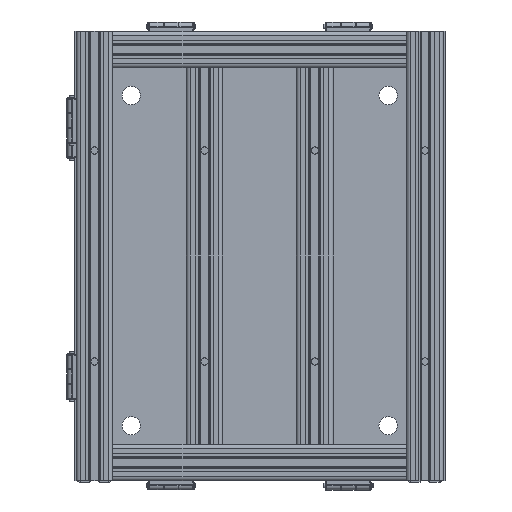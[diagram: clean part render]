
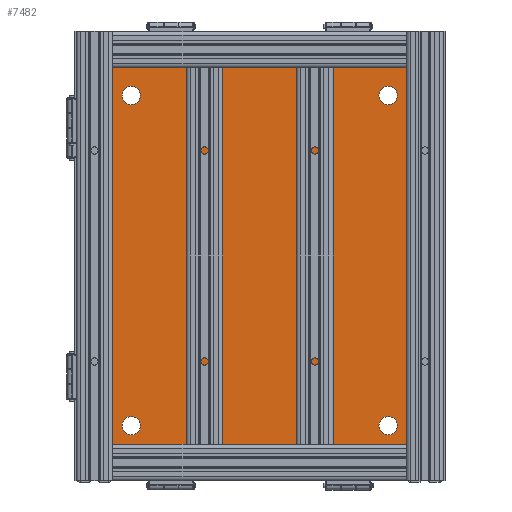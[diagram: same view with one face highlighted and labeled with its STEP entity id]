
A CAD part, front view. The second image highlights one B-rep face of the part: STEP entity #7482.
In plain terms, the highlighted planar face has unit normal (0, -1, 0).
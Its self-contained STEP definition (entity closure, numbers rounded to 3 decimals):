
#276 = CARTESIAN_POINT ( 'NONE',  ( 20., 0., -400. ) ) ;
#331 = CARTESIAN_POINT ( 'NONE',  ( 20., 0., -30. ) ) ;
#943 = VERTEX_POINT ( 'NONE', #276 ) ;
#1172 = VECTOR ( 'NONE', #7358, 1000. ) ;
#1310 = DIRECTION ( 'NONE',  ( 0., 0., 1. ) ) ;
#1780 = PLANE ( 'NONE',  #18194 ) ;
#1923 = ORIENTED_EDGE ( 'NONE', *, *, #23136, .T. ) ;
#2069 = VERTEX_POINT ( 'NONE', #3003 ) ;
#2125 = ORIENTED_EDGE ( 'NONE', *, *, #33754, .T. ) ;
#2209 = DIRECTION ( 'NONE',  ( 0., 0., -1. ) ) ;
#2425 = ORIENTED_EDGE ( 'NONE', *, *, #19736, .F. ) ;
#2513 = CARTESIAN_POINT ( 'NONE',  ( 300., 0., -400. ) ) ;
#2781 = CARTESIAN_POINT ( 'NONE',  ( 300., 0., -390. ) ) ;
#3003 = CARTESIAN_POINT ( 'NONE',  ( 20., 0., -40. ) ) ;
#3696 = DIRECTION ( 'NONE',  ( 0., 1., 0. ) ) ;
#3719 = DIRECTION ( 'NONE',  ( 0., 0., 1. ) ) ;
#4218 = EDGE_CURVE ( 'NONE', #18432, #21818, #39070, .T. ) ;
#4234 = CIRCLE ( 'NONE', #5445, 10. ) ;
#4316 = CIRCLE ( 'NONE', #7919, 10. ) ;
#4431 = CARTESIAN_POINT ( 'NONE',  ( 320., 0., 0. ) ) ;
#4873 = EDGE_CURVE ( 'NONE', #7138, #2069, #6632, .T. ) ;
#5097 = EDGE_LOOP ( 'NONE', ( #1923, #6460 ) ) ;
#5445 = AXIS2_PLACEMENT_3D ( 'NONE', #28782, #35152, #28365 ) ;
#6460 = ORIENTED_EDGE ( 'NONE', *, *, #7890, .T. ) ;
#6570 = FACE_BOUND ( 'NONE', #6897, .T. ) ;
#6632 = CIRCLE ( 'NONE', #8866, 10. ) ;
#6897 = EDGE_LOOP ( 'NONE', ( #27370, #39225 ) ) ;
#7138 = VERTEX_POINT ( 'NONE', #38672 ) ;
#7358 = DIRECTION ( 'NONE',  ( -1., 0., 0. ) ) ;
#7397 = DIRECTION ( 'NONE',  ( 1., 0., 0. ) ) ;
#7482 = ADVANCED_FACE ( 'NONE', ( #39499, #31901, #6570, #15701, #30892 ), #1780, .T. ) ;
#7615 = EDGE_CURVE ( 'NONE', #31912, #41036, #21769, .T. ) ;
#7865 = ORIENTED_EDGE ( 'NONE', *, *, #28643, .F. ) ;
#7890 = EDGE_CURVE ( 'NONE', #943, #35738, #30847, .T. ) ;
#7919 = AXIS2_PLACEMENT_3D ( 'NONE', #22364, #15836, #25297 ) ;
#8853 = CIRCLE ( 'NONE', #33187, 10. ) ;
#8866 = AXIS2_PLACEMENT_3D ( 'NONE', #331, #3696, #29572 ) ;
#9539 = DIRECTION ( 'NONE',  ( 0., 0., 1. ) ) ;
#10279 = VERTEX_POINT ( 'NONE', #30786 ) ;
#10427 = CARTESIAN_POINT ( 'NONE',  ( 20., 0., -380. ) ) ;
#11103 = EDGE_CURVE ( 'NONE', #10279, #31622, #4316, .T. ) ;
#12789 = DIRECTION ( 'NONE',  ( 0., 1., 0. ) ) ;
#14355 = VECTOR ( 'NONE', #2209, 1000. ) ;
#14459 = DIRECTION ( 'NONE',  ( 0., 0., -1. ) ) ;
#14650 = VECTOR ( 'NONE', #7397, 1000. ) ;
#15701 = FACE_BOUND ( 'NONE', #5097, .T. ) ;
#15836 = DIRECTION ( 'NONE',  ( 0., 1., 0. ) ) ;
#18194 = AXIS2_PLACEMENT_3D ( 'NONE', #36675, #26890, #14459 ) ;
#18432 = VERTEX_POINT ( 'NONE', #31824 ) ;
#18743 = ORIENTED_EDGE ( 'NONE', *, *, #28176, .T. ) ;
#19144 = DIRECTION ( 'NONE',  ( 0., 1., 0. ) ) ;
#19736 = EDGE_CURVE ( 'NONE', #41036, #18432, #29057, .T. ) ;
#20999 = CIRCLE ( 'NONE', #32508, 10. ) ;
#21181 = VERTEX_POINT ( 'NONE', #23486 ) ;
#21635 = CIRCLE ( 'NONE', #39605, 10. ) ;
#21740 = ORIENTED_EDGE ( 'NONE', *, *, #7615, .F. ) ;
#21769 = LINE ( 'NONE', #39817, #14650 ) ;
#21818 = VERTEX_POINT ( 'NONE', #23799 ) ;
#22364 = CARTESIAN_POINT ( 'NONE',  ( 300., 0., -390. ) ) ;
#23136 = EDGE_CURVE ( 'NONE', #35738, #943, #21635, .T. ) ;
#23486 = CARTESIAN_POINT ( 'NONE',  ( 300., 0., -20. ) ) ;
#23799 = CARTESIAN_POINT ( 'NONE',  ( 0., 0., -410. ) ) ;
#25200 = DIRECTION ( 'NONE',  ( 0., 0., 1. ) ) ;
#25297 = DIRECTION ( 'NONE',  ( 0., 0., 1. ) ) ;
#25976 = LINE ( 'NONE', #26197, #33575 ) ;
#26197 = CARTESIAN_POINT ( 'NONE',  ( 0., 0., 0. ) ) ;
#26220 = DIRECTION ( 'NONE',  ( 0., 1., 0. ) ) ;
#26591 = CARTESIAN_POINT ( 'NONE',  ( 0., 0., -410. ) ) ;
#26890 = DIRECTION ( 'NONE',  ( 0., -1., 0. ) ) ;
#26979 = CARTESIAN_POINT ( 'NONE',  ( 0., 0., 0. ) ) ;
#27281 = AXIS2_PLACEMENT_3D ( 'NONE', #2781, #12789, #9539 ) ;
#27370 = ORIENTED_EDGE ( 'NONE', *, *, #11103, .T. ) ;
#27549 = DIRECTION ( 'NONE',  ( 0., 1., 0. ) ) ;
#27752 = DIRECTION ( 'NONE',  ( 0., 0., 1. ) ) ;
#28176 = EDGE_CURVE ( 'NONE', #21181, #39270, #8853, .T. ) ;
#28365 = DIRECTION ( 'NONE',  ( 0., 0., 1. ) ) ;
#28532 = EDGE_LOOP ( 'NONE', ( #40654, #37949 ) ) ;
#28643 = EDGE_CURVE ( 'NONE', #21818, #31912, #25976, .T. ) ;
#28782 = CARTESIAN_POINT ( 'NONE',  ( 20., 0., -30. ) ) ;
#29057 = LINE ( 'NONE', #31867, #14355 ) ;
#29572 = DIRECTION ( 'NONE',  ( 0., 0., 1. ) ) ;
#30786 = CARTESIAN_POINT ( 'NONE',  ( 300., 0., -380. ) ) ;
#30829 = CIRCLE ( 'NONE', #27281, 10. ) ;
#30847 = CIRCLE ( 'NONE', #31987, 10. ) ;
#30892 = FACE_OUTER_BOUND ( 'NONE', #41763, .T. ) ;
#31154 = EDGE_CURVE ( 'NONE', #31622, #10279, #30829, .T. ) ;
#31622 = VERTEX_POINT ( 'NONE', #2513 ) ;
#31723 = DIRECTION ( 'NONE',  ( 0., 0., 1. ) ) ;
#31824 = CARTESIAN_POINT ( 'NONE',  ( 320., 0., -410. ) ) ;
#31867 = CARTESIAN_POINT ( 'NONE',  ( 320., 0., 0. ) ) ;
#31901 = FACE_BOUND ( 'NONE', #40206, .T. ) ;
#31912 = VERTEX_POINT ( 'NONE', #26979 ) ;
#31987 = AXIS2_PLACEMENT_3D ( 'NONE', #41911, #19144, #25200 ) ;
#32131 = ORIENTED_EDGE ( 'NONE', *, *, #4218, .F. ) ;
#32508 = AXIS2_PLACEMENT_3D ( 'NONE', #38225, #40948, #31723 ) ;
#33187 = AXIS2_PLACEMENT_3D ( 'NONE', #34996, #26220, #27752 ) ;
#33575 = VECTOR ( 'NONE', #3719, 1000. ) ;
#33754 = EDGE_CURVE ( 'NONE', #39270, #21181, #20999, .T. ) ;
#34507 = EDGE_CURVE ( 'NONE', #2069, #7138, #4234, .T. ) ;
#34996 = CARTESIAN_POINT ( 'NONE',  ( 300., 0., -30. ) ) ;
#35152 = DIRECTION ( 'NONE',  ( 0., 1., 0. ) ) ;
#35738 = VERTEX_POINT ( 'NONE', #10427 ) ;
#36341 = CARTESIAN_POINT ( 'NONE',  ( 300., 0., -40. ) ) ;
#36675 = CARTESIAN_POINT ( 'NONE',  ( 0., 0., 0. ) ) ;
#37949 = ORIENTED_EDGE ( 'NONE', *, *, #34507, .T. ) ;
#38225 = CARTESIAN_POINT ( 'NONE',  ( 300., 0., -30. ) ) ;
#38672 = CARTESIAN_POINT ( 'NONE',  ( 20., 0., -20. ) ) ;
#39070 = LINE ( 'NONE', #26591, #1172 ) ;
#39225 = ORIENTED_EDGE ( 'NONE', *, *, #31154, .T. ) ;
#39270 = VERTEX_POINT ( 'NONE', #36341 ) ;
#39499 = FACE_BOUND ( 'NONE', #28532, .T. ) ;
#39605 = AXIS2_PLACEMENT_3D ( 'NONE', #40172, #27549, #1310 ) ;
#39817 = CARTESIAN_POINT ( 'NONE',  ( 0., 0., 0. ) ) ;
#40172 = CARTESIAN_POINT ( 'NONE',  ( 20., 0., -390. ) ) ;
#40206 = EDGE_LOOP ( 'NONE', ( #18743, #2125 ) ) ;
#40654 = ORIENTED_EDGE ( 'NONE', *, *, #4873, .T. ) ;
#40948 = DIRECTION ( 'NONE',  ( 0., 1., 0. ) ) ;
#41036 = VERTEX_POINT ( 'NONE', #4431 ) ;
#41763 = EDGE_LOOP ( 'NONE', ( #7865, #32131, #2425, #21740 ) ) ;
#41911 = CARTESIAN_POINT ( 'NONE',  ( 20., 0., -390. ) ) ;
